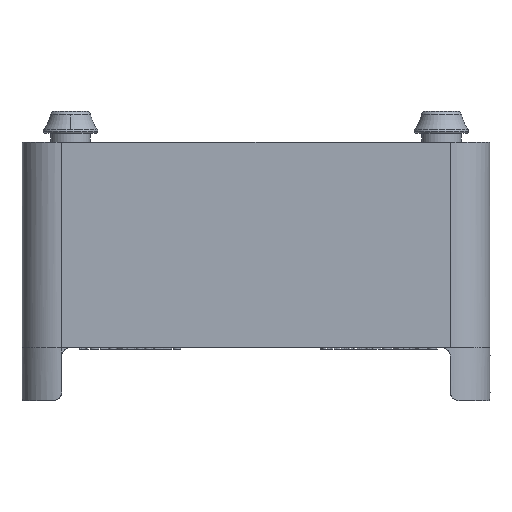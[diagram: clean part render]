
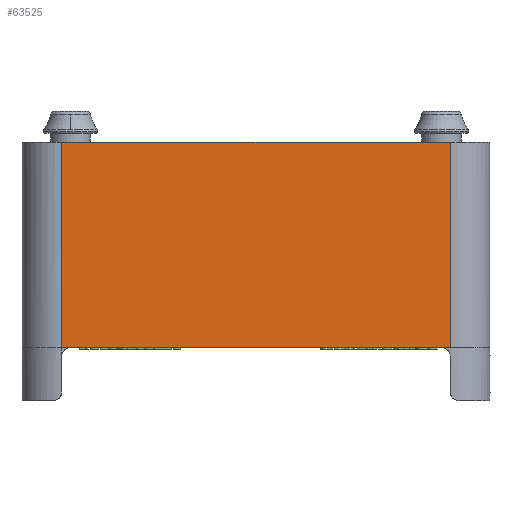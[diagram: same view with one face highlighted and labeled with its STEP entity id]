
A CAD part, front view. The second image highlights one B-rep face of the part: STEP entity #63525.
In plain terms, the highlighted planar face has unit normal (0, -1, 0).
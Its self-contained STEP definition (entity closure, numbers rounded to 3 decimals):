
#1869=CARTESIAN_POINT('',(-21.97,-26.5,-2.0));
#1870=VERTEX_POINT('',#1869);
#4511=CARTESIAN_POINT('',(21.97,-26.5,-2.0));
#4512=VERTEX_POINT('',#4511);
#4520=CARTESIAN_POINT('',(-21.97,-26.5,-2.0));
#4521=DIRECTION('',(1.0,0.0,0.0));
#4522=VECTOR('',#4521,43.94);
#4523=LINE('',#4520,#4522);
#4524=EDGE_CURVE('',#1870,#4512,#4523,.T.);
#62005=CARTESIAN_POINT('',(22.,-26.5,-2.0));
#62006=VERTEX_POINT('',#62005);
#62016=CARTESIAN_POINT('',(21.97,-26.5,-2.0));
#62017=DIRECTION('',(1.0,0.0,0.0));
#62018=VECTOR('',#62017,0.03);
#62019=LINE('',#62016,#62018);
#62020=EDGE_CURVE('',#4512,#62006,#62019,.T.);
#62083=CARTESIAN_POINT('',(-22.,-26.5,-2.0));
#62084=VERTEX_POINT('',#62083);
#62100=CARTESIAN_POINT('',(-22.,-26.5,-2.0));
#62101=DIRECTION('',(1.,0.,0.0));
#62102=VECTOR('',#62101,0.03);
#62103=LINE('',#62100,#62102);
#62104=EDGE_CURVE('',#62084,#1870,#62103,.T.);
#63493=CARTESIAN_POINT('',(22.,-26.5,-2.0));
#63494=DIRECTION('',(0.0,-1.0,0.0));
#63495=DIRECTION('',(0.0,0.0,-1.0));
#63496=AXIS2_PLACEMENT_3D('',#63493,#63494,#63495);
#63497=PLANE('',#63496);
#63498=ORIENTED_EDGE('',*,*,#62104,.T.);
#63499=ORIENTED_EDGE('',*,*,#4524,.T.);
#63500=ORIENTED_EDGE('',*,*,#62020,.T.);
#63501=CARTESIAN_POINT('',(22.,-26.5,21.25));
#63502=VERTEX_POINT('',#63501);
#63503=CARTESIAN_POINT('',(22.,-26.5,-2.0));
#63504=DIRECTION('',(0.0,0.0,1.0));
#63505=VECTOR('',#63504,23.25);
#63506=LINE('',#63503,#63505);
#63507=EDGE_CURVE('',#62006,#63502,#63506,.T.);
#63508=ORIENTED_EDGE('',*,*,#63507,.T.);
#63509=CARTESIAN_POINT('',(-22.,-26.5,21.25));
#63510=VERTEX_POINT('',#63509);
#63511=CARTESIAN_POINT('',(22.,-26.5,21.25));
#63512=DIRECTION('',(-1.0,0.0,0.0));
#63513=VECTOR('',#63512,44.0);
#63514=LINE('',#63511,#63513);
#63515=EDGE_CURVE('',#63502,#63510,#63514,.T.);
#63516=ORIENTED_EDGE('',*,*,#63515,.T.);
#63517=CARTESIAN_POINT('',(-22.,-26.5,-2.0));
#63518=DIRECTION('',(0.0,0.0,1.0));
#63519=VECTOR('',#63518,23.25);
#63520=LINE('',#63517,#63519);
#63521=EDGE_CURVE('',#62084,#63510,#63520,.T.);
#63522=ORIENTED_EDGE('',*,*,#63521,.F.);
#63523=EDGE_LOOP('',(#63498,#63499,#63500,#63508,#63516,#63522));
#63524=FACE_OUTER_BOUND('',#63523,.T.);
#63525=ADVANCED_FACE('',(#63524),#63497,.T.);
